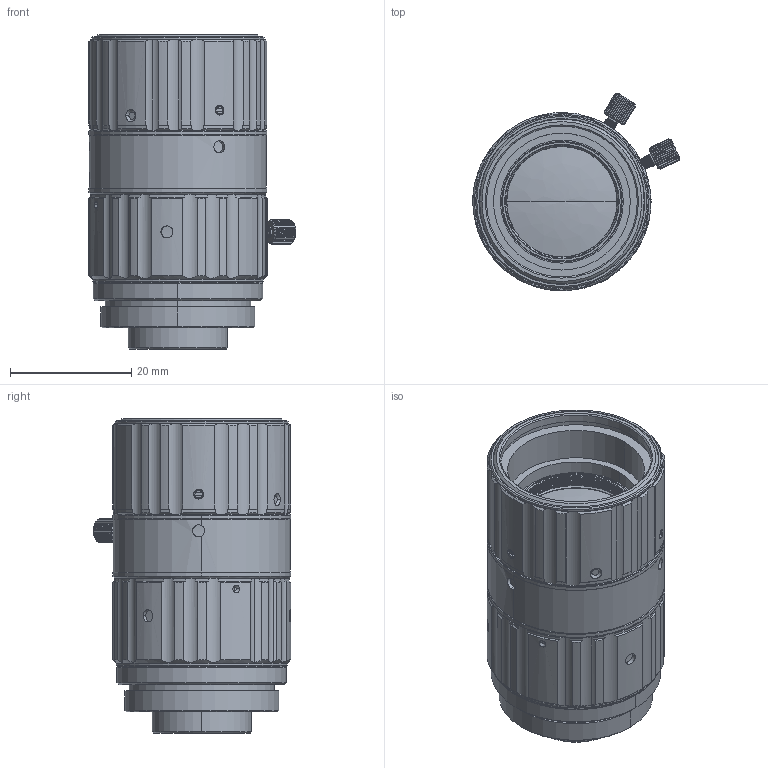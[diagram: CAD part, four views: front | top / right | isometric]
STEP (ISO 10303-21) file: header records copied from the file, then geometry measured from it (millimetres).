
FILE_DESCRIPTION (( 'STEP AP203' ), '1' );
FILE_NAME ('600056.STEP', '2022-02-17T08:09:58', ( '' ), ( '' ), 'SwSTEP 2.0', 'SolidWorks 2020', '' );
FILE_SCHEMA (( 'CONFIG_CONTROL_DESIGN' ));
Length unit declared in the file: millimetre
Products named in the file (1): 600056
Bounding box: 34.3 x 32.62 x 51.89 mm (x, y, z)
Volume: 26645.3 mm3; surface area: 11588.4 mm2
Topology: 11 solids, 12 shells, 1180 faces, 3138 edges, 2010 vertices
Faces by surface type: cylinder 555, cone 288, plane 280, bspline 37, torus 12, sphere 8
Entity records: 54075 total; most frequent: CARTESIAN_POINT 26393, ORIENTED_EDGE 6266, DIRECTION 5155, EDGE_CURVE 3133, AXIS2_PLACEMENT_3D 2075, VERTEX_POINT 2009, EDGE_LOOP 1232, B_SPLINE_CURVE_WITH_KNOTS 1180
